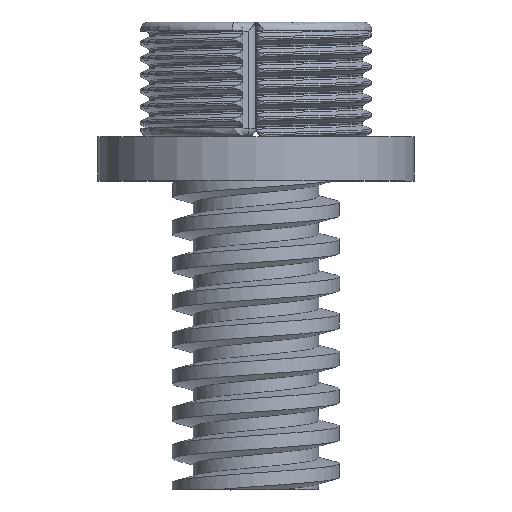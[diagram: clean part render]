
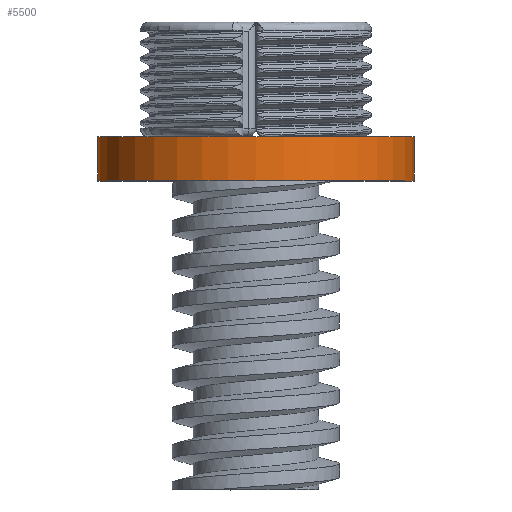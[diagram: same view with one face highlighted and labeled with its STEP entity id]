
A CAD part, top view. The second image highlights one B-rep face of the part: STEP entity #5500.
In plain terms, the highlighted cylindrical face has radius 17.95 mm (diameter 35.9 mm), a full revolution.
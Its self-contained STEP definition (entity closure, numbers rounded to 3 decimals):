
#417=FACE_OUTER_BOUND('',#750,.T.);
#750=EDGE_LOOP('',(#4345,#4346,#4347,#4348));
#951=CIRCLE('',#5769,17.95);
#978=CIRCLE('',#5826,17.95);
#1737=LINE('',#14950,#1884);
#1884=VECTOR('',#6332,12.95);
#2122=VERTEX_POINT('',#10694);
#2254=VERTEX_POINT('',#14948);
#2791=EDGE_CURVE('',#2122,#2122,#951,.F.);
#2995=EDGE_CURVE('',#2254,#2254,#978,.F.);
#2996=EDGE_CURVE('',#2254,#2122,#1737,.T.);
#4345=ORIENTED_EDGE('',*,*,#2995,.F.);
#4346=ORIENTED_EDGE('',*,*,#2996,.T.);
#4347=ORIENTED_EDGE('',*,*,#2791,.F.);
#4348=ORIENTED_EDGE('',*,*,#2996,.F.);
#5281=CYLINDRICAL_SURFACE('',#5825,17.95);
#5500=ADVANCED_FACE('',(#417),#5281,.T.);
#5769=AXIS2_PLACEMENT_3D('',#10695,#6187,#6188);
#5825=AXIS2_PLACEMENT_3D('',#14947,#6328,#6329);
#5826=AXIS2_PLACEMENT_3D('',#14949,#6330,#6331);
#6187=DIRECTION('center_axis',(0.,-1.,0.));
#6188=DIRECTION('ref_axis',(0.,0.,-1.));
#6328=DIRECTION('center_axis',(0.,-1.,0.));
#6329=DIRECTION('ref_axis',(0.,0.,-1.));
#6330=DIRECTION('center_axis',(0.,1.,0.));
#6331=DIRECTION('ref_axis',(0.,0.,-1.));
#6332=DIRECTION('',(0.,1.,0.));
#10694=CARTESIAN_POINT('',(0.,0.,17.95));
#10695=CARTESIAN_POINT('Origin',(0.,0.,0.));
#14947=CARTESIAN_POINT('Origin',(0.,-11.,0.));
#14948=CARTESIAN_POINT('',(0.,-5.,17.95));
#14949=CARTESIAN_POINT('Origin',(0.,-5.,0.));
#14950=CARTESIAN_POINT('',(0.,-11.,17.95));
